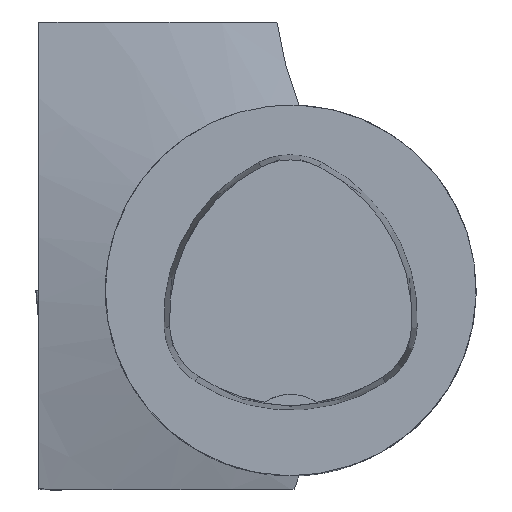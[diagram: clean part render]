
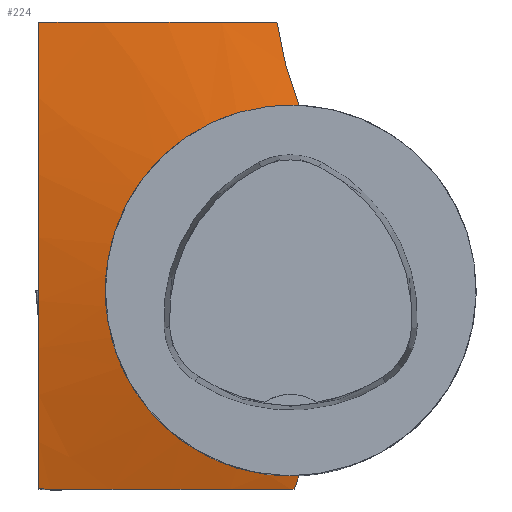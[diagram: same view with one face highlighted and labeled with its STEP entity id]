
A CAD part, top view. The second image highlights one B-rep face of the part: STEP entity #224.
In plain terms, the highlighted conical face has half-angle 75 degrees and reference radius 16 mm.
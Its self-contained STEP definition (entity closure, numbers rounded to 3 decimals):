
#81=CONICAL_SURFACE('',#1835,16.,75.);
#158=CIRCLE('',#1833,17.15);
#159=CIRCLE('',#1834,16.);
#224=ADVANCED_FACE('CAPTO_TURNED_BLANK_CONE',(#375),#81,.T.);
#375=FACE_OUTER_BOUND('',#462,.T.);
#462=EDGE_LOOP('',(#742,#743,#744,#745,#746,#747,#748,#749));
#742=ORIENTED_EDGE('',*,*,#1276,.T.);
#743=ORIENTED_EDGE('',*,*,#1274,.T.);
#744=ORIENTED_EDGE('',*,*,#1243,.T.);
#745=ORIENTED_EDGE('',*,*,#1277,.F.);
#746=ORIENTED_EDGE('',*,*,#1278,.F.);
#747=ORIENTED_EDGE('',*,*,#1279,.F.);
#748=ORIENTED_EDGE('',*,*,#1280,.T.);
#749=ORIENTED_EDGE('',*,*,#1281,.F.);
#1061=VERTEX_POINT('',#2774);
#1062=VERTEX_POINT('',#2783);
#1084=VERTEX_POINT('',#2851);
#1085=VERTEX_POINT('',#2858);
#1086=VERTEX_POINT('',#2863);
#1087=VERTEX_POINT('',#2868);
#1088=VERTEX_POINT('',#2870);
#1089=VERTEX_POINT('',#2875);
#1243=EDGE_CURVE('',#1062,#1061,#1725,.T.);
#1274=EDGE_CURVE('',#1084,#1062,#1727,.T.);
#1276=EDGE_CURVE('',#1085,#1084,#1728,.T.);
#1277=EDGE_CURVE('',#1086,#1061,#1729,.T.);
#1278=EDGE_CURVE('',#1087,#1086,#1730,.T.);
#1279=EDGE_CURVE('',#1088,#1087,#158,.T.);
#1280=EDGE_CURVE('',#1088,#1089,#1731,.T.);
#1281=EDGE_CURVE('',#1085,#1089,#159,.T.);
#1725=B_SPLINE_CURVE_WITH_KNOTS('',3,(#2775,#2776,#2777,#2778,#2779,#2780,
#2781,#2782),.UNSPECIFIED.,.F.,.F.,(4,2,2,4),(0.,0.5,0.75,1.),
 .UNSPECIFIED.);
#1727=B_SPLINE_CURVE_WITH_KNOTS('',3,(#2847,#2848,#2849,#2850),
 .UNSPECIFIED.,.F.,.F.,(4,4),(0.,1.),.UNSPECIFIED.);
#1728=B_SPLINE_CURVE_WITH_KNOTS('',3,(#2854,#2855,#2856,#2857),
 .UNSPECIFIED.,.F.,.F.,(4,4),(0.,1.),.UNSPECIFIED.);
#1729=B_SPLINE_CURVE_WITH_KNOTS('',3,(#2859,#2860,#2861,#2862),
 .UNSPECIFIED.,.F.,.F.,(4,4),(0.,1.),.UNSPECIFIED.);
#1730=B_SPLINE_CURVE_WITH_KNOTS('',3,(#2864,#2865,#2866,#2867),
 .UNSPECIFIED.,.F.,.F.,(4,4),(0.,1.),.UNSPECIFIED.);
#1731=B_SPLINE_CURVE_WITH_KNOTS('',3,(#2871,#2872,#2873,#2874),
 .UNSPECIFIED.,.F.,.F.,(4,4),(0.,1.),.UNSPECIFIED.);
#1833=AXIS2_PLACEMENT_3D('',#2869,#2134,#2135);
#1834=AXIS2_PLACEMENT_3D('',#2876,#2136,#2137);
#1835=AXIS2_PLACEMENT_3D('',#2877,#2138,#2139);
#2134=DIRECTION('',(0.,0.,-1.));
#2135=DIRECTION('',(0.,-1.,0.));
#2136=DIRECTION('',(0.,0.,1.));
#2137=DIRECTION('',(0.,1.,0.));
#2138=DIRECTION('',(0.,0.,-1.));
#2139=DIRECTION('',(0.,-1.,0.));
#2774=CARTESIAN_POINT('',(-21.75,-17.066,-19.041));
#2775=CARTESIAN_POINT('',(-21.75,23.188,-20.152));
#2776=CARTESIAN_POINT('',(-21.75,16.656,-18.876));
#2777=CARTESIAN_POINT('',(-21.75,10.078,-17.803));
#2778=CARTESIAN_POINT('',(-21.75,-0.055,-17.392));
#2779=CARTESIAN_POINT('',(-21.75,-3.493,-17.472));
#2780=CARTESIAN_POINT('',(-21.75,-10.302,-18.023));
#2781=CARTESIAN_POINT('',(-21.75,-13.695,-18.484));
#2782=CARTESIAN_POINT('',(-21.75,-17.066,-19.041));
#2783=CARTESIAN_POINT('',(-21.75,23.188,-20.152));
#2847=CARTESIAN_POINT('',(-1.19,23.188,-17.855));
#2848=CARTESIAN_POINT('',(-8.124,23.188,-17.95));
#2849=CARTESIAN_POINT('',(-14.955,23.188,-18.907));
#2850=CARTESIAN_POINT('',(-21.75,23.188,-20.152));
#2851=CARTESIAN_POINT('',(-1.19,23.188,-17.855));
#2854=CARTESIAN_POINT('',(0.726,15.984,-15.921));
#2855=CARTESIAN_POINT('',(-0.241,18.298,-16.529));
#2856=CARTESIAN_POINT('',(-0.781,20.726,-17.191));
#2857=CARTESIAN_POINT('',(-1.19,23.188,-17.855));
#2858=CARTESIAN_POINT('',(0.726,15.984,-15.921));
#2859=CARTESIAN_POINT('',(-20.75,-17.15,-18.847));
#2860=CARTESIAN_POINT('',(-21.087,-17.15,-18.916));
#2861=CARTESIAN_POINT('',(-21.421,-17.122,-18.981));
#2862=CARTESIAN_POINT('',(-21.75,-17.066,-19.041));
#2863=CARTESIAN_POINT('',(-20.75,-17.15,-18.847));
#2864=CARTESIAN_POINT('',(0.,-17.15,-16.229));
#2865=CARTESIAN_POINT('',(-6.978,-17.15,-16.229));
#2866=CARTESIAN_POINT('',(-13.906,-17.15,-17.433));
#2867=CARTESIAN_POINT('',(-20.75,-17.15,-18.847));
#2868=CARTESIAN_POINT('',(0.,-17.15,-16.229));
#2869=CARTESIAN_POINT('',(0.,0.,-16.229));
#2870=CARTESIAN_POINT('',(0.281,-17.148,-16.229));
#2871=CARTESIAN_POINT('',(0.281,-17.148,-16.229));
#2872=CARTESIAN_POINT('',(0.418,-16.757,-16.125));
#2873=CARTESIAN_POINT('',(0.565,-16.368,-16.022));
#2874=CARTESIAN_POINT('',(0.726,-15.984,-15.921));
#2875=CARTESIAN_POINT('',(0.726,-15.984,-15.921));
#2876=CARTESIAN_POINT('',(0.,0.,-15.921));
#2877=CARTESIAN_POINT('',(0.,0.,-15.921));
